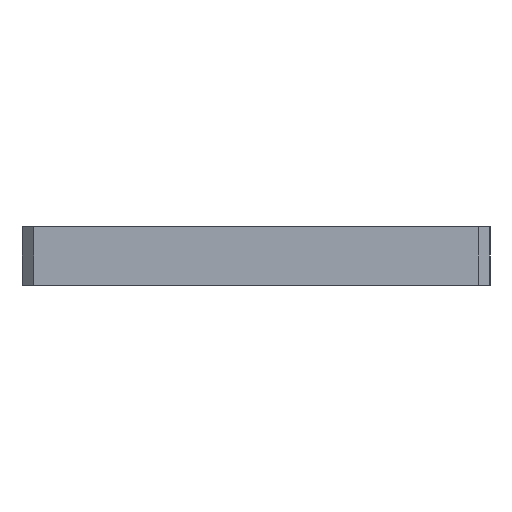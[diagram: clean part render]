
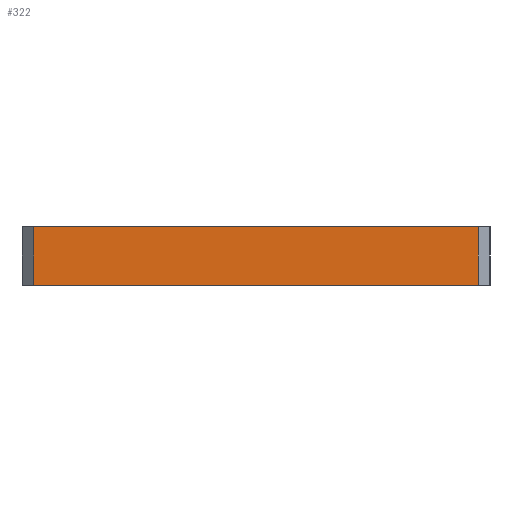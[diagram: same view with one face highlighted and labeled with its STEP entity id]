
A CAD part, left-side view. The second image highlights one B-rep face of the part: STEP entity #322.
In plain terms, the highlighted planar face has unit normal (-1, 0, 0).
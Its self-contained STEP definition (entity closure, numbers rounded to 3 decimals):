
#24 = VECTOR ( 'NONE', #1050, 1000. ) ;
#67 = LINE ( 'NONE', #292, #1381 ) ;
#222 = VERTEX_POINT ( 'NONE', #825 ) ;
#270 = DIRECTION ( 'NONE',  ( 0., -1., 0. ) ) ;
#292 = CARTESIAN_POINT ( 'NONE',  ( -74., -57., 15. ) ) ;
#308 = PLANE ( 'NONE',  #945 ) ;
#322 = ADVANCED_FACE ( 'NONE', ( #1297 ), #308, .F. ) ;
#330 = VERTEX_POINT ( 'NONE', #983 ) ;
#347 = LINE ( 'NONE', #482, #468 ) ;
#441 = ORIENTED_EDGE ( 'NONE', *, *, #710, .F. ) ;
#456 = EDGE_CURVE ( 'NONE', #330, #222, #347, .T. ) ;
#468 = VECTOR ( 'NONE', #1222, 1000. ) ;
#474 = CARTESIAN_POINT ( 'NONE',  ( -74., -57., 15. ) ) ;
#482 = CARTESIAN_POINT ( 'NONE',  ( -74., 57., 15. ) ) ;
#516 = DIRECTION ( 'NONE',  ( 0., 0., 1. ) ) ;
#519 = CARTESIAN_POINT ( 'NONE',  ( -74., -57., 0. ) ) ;
#528 = DIRECTION ( 'NONE',  ( 1., 0., 0. ) ) ;
#624 = CARTESIAN_POINT ( 'NONE',  ( -74., 60., 15. ) ) ;
#640 = CARTESIAN_POINT ( 'NONE',  ( -74., 60., 15. ) ) ;
#710 = EDGE_CURVE ( 'NONE', #330, #962, #1262, .T. ) ;
#716 = LINE ( 'NONE', #1365, #970 ) ;
#727 = EDGE_CURVE ( 'NONE', #1162, #962, #67, .T. ) ;
#825 = CARTESIAN_POINT ( 'NONE',  ( -74., 57., 0. ) ) ;
#945 = AXIS2_PLACEMENT_3D ( 'NONE', #640, #528, #1290 ) ;
#962 = VERTEX_POINT ( 'NONE', #474 ) ;
#970 = VECTOR ( 'NONE', #270, 1000. ) ;
#977 = ORIENTED_EDGE ( 'NONE', *, *, #1085, .T. ) ;
#983 = CARTESIAN_POINT ( 'NONE',  ( -74., 57., 15. ) ) ;
#1050 = DIRECTION ( 'NONE',  ( 0., -1., 0. ) ) ;
#1085 = EDGE_CURVE ( 'NONE', #222, #1162, #716, .T. ) ;
#1086 = EDGE_LOOP ( 'NONE', ( #977, #1208, #441, #1176 ) ) ;
#1162 = VERTEX_POINT ( 'NONE', #519 ) ;
#1176 = ORIENTED_EDGE ( 'NONE', *, *, #456, .T. ) ;
#1208 = ORIENTED_EDGE ( 'NONE', *, *, #727, .T. ) ;
#1222 = DIRECTION ( 'NONE',  ( 0., 0., -1. ) ) ;
#1262 = LINE ( 'NONE', #624, #24 ) ;
#1290 = DIRECTION ( 'NONE',  ( 0., 1., 0. ) ) ;
#1297 = FACE_OUTER_BOUND ( 'NONE', #1086, .T. ) ;
#1365 = CARTESIAN_POINT ( 'NONE',  ( -74., 60., 0. ) ) ;
#1381 = VECTOR ( 'NONE', #516, 1000. ) ;
